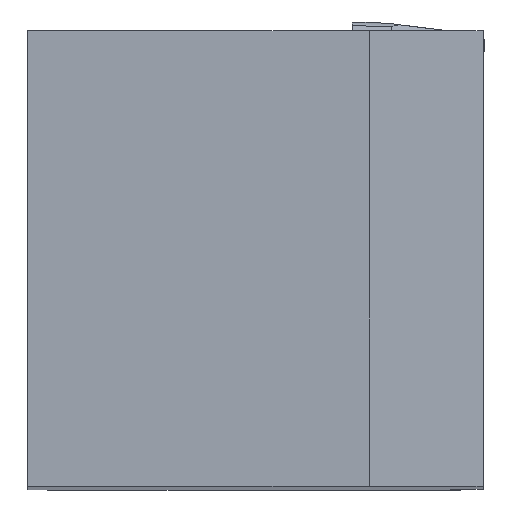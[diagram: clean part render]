
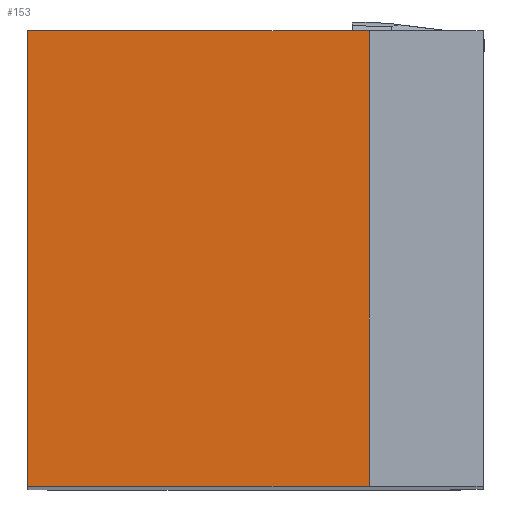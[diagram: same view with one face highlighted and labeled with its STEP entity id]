
A CAD part, top view. The second image highlights one B-rep face of the part: STEP entity #153.
In plain terms, the highlighted planar face has unit normal (0, 0, 1).
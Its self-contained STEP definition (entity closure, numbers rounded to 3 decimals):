
#153=ADVANCED_FACE('',(#220),#185,.T.);
#185=PLANE('',#939);
#220=FACE_OUTER_BOUND('',#263,.T.);
#263=EDGE_LOOP('',(#429,#430,#431,#432));
#429=ORIENTED_EDGE('',*,*,#628,.F.);
#430=ORIENTED_EDGE('',*,*,#634,.T.);
#431=ORIENTED_EDGE('',*,*,#618,.F.);
#432=ORIENTED_EDGE('',*,*,#633,.T.);
#529=VERTEX_POINT('',#1349);
#530=VERTEX_POINT('',#1351);
#536=VERTEX_POINT('',#1368);
#537=VERTEX_POINT('',#1370);
#618=EDGE_CURVE('',#529,#530,#704,.T.);
#628=EDGE_CURVE('',#536,#537,#714,.T.);
#633=EDGE_CURVE('',#529,#537,#719,.T.);
#634=EDGE_CURVE('',#536,#530,#720,.T.);
#704=LINE('',#1350,#790);
#714=LINE('',#1369,#800);
#719=LINE('',#1377,#805);
#720=LINE('',#1379,#806);
#790=VECTOR('',#1102,1.);
#800=VECTOR('',#1116,1.);
#805=VECTOR('',#1123,1.);
#806=VECTOR('',#1126,1.);
#939=AXIS2_PLACEMENT_3D('',#1380,#1127,#1128);
#1102=DIRECTION('',(1.,0.,0.));
#1116=DIRECTION('',(-1.,0.,0.));
#1123=DIRECTION('',(0.,-1.,0.));
#1126=DIRECTION('',(0.,1.,0.));
#1127=DIRECTION('',(0.,0.,1.));
#1128=DIRECTION('',(1.,0.,0.));
#1349=CARTESIAN_POINT('',(0.,12.,0.));
#1350=CARTESIAN_POINT('',(0.,12.,0.));
#1351=CARTESIAN_POINT('',(9.,12.,0.));
#1368=CARTESIAN_POINT('',(9.,0.,0.));
#1369=CARTESIAN_POINT('',(12.,0.,0.));
#1370=CARTESIAN_POINT('',(0.,0.,0.));
#1377=CARTESIAN_POINT('',(0.,0.,0.));
#1379=CARTESIAN_POINT('',(9.,12.,0.));
#1380=CARTESIAN_POINT('',(12.,12.,0.));
